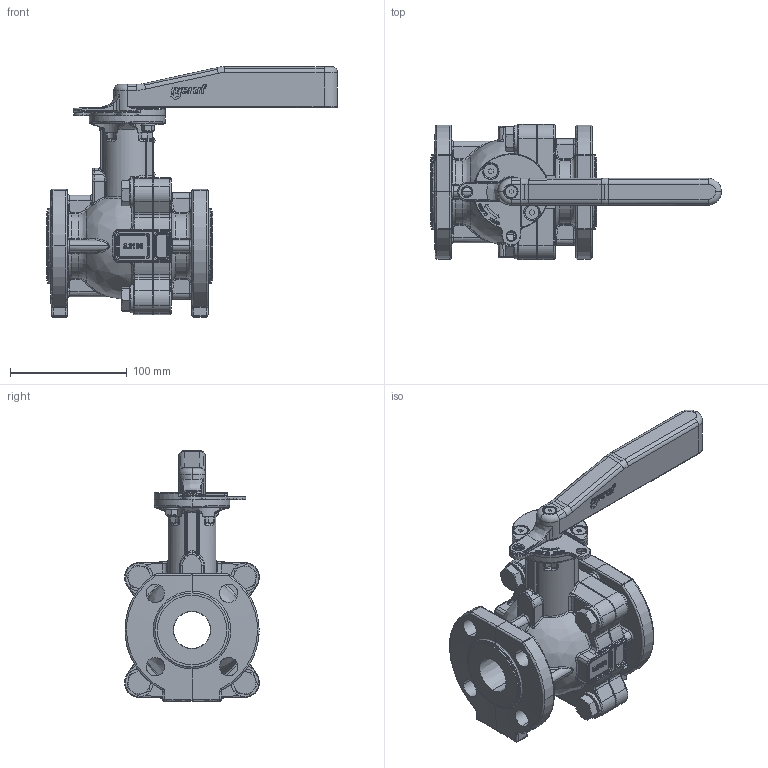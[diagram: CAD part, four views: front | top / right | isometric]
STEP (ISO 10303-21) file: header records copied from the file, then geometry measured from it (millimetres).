
FILE_DESCRIPTION(('HOOPS Exchange Step'),'2;1');
FILE_NAME('FK13010006.stp','2025-09-18T10:43:47+02:00',('nieru'),('Unknown organisation'),'HOOPS Exchange 2024.2','HOOPS Exchange','Unknown authorisation');
FILE_SCHEMA( ('AP203_CONFIGURATION_CONTROLLED_3D_DESIGN_OF_MECHANICAL_PARTS_AND_ASSEMBLIES_MIM_LF') );
Length unit declared in the file: millimetre
Products named in the file (4): 0; root
Assembly tree (3 placements, depth 3):
  root
    0
      0
      0
Bounding box: 249.2 x 115.5 x 214.5 mm (x, y, z)
Volume: 1116900.2 mm3; surface area: 188547.4 mm2
Topology: 10 solids, 10 shells, 2414 faces, 6183 edges, 3874 vertices
Faces by surface type: bspline 717, cylinder 684, plane 619, torus 187, cone 128, sphere 54, extrusion 25
Entity records: 124811 total; most frequent: CARTESIAN_POINT 73357, ORIENTED_EDGE 12310, DIRECTION 7929, EDGE_CURVE 6155, VERTEX_POINT 3874, AXIS2_PLACEMENT_3D 2866, B_SPLINE_CURVE_WITH_KNOTS 2641, EDGE_LOOP 2583
